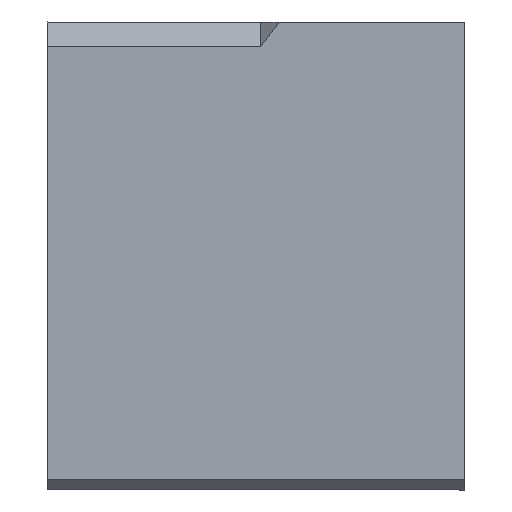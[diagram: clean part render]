
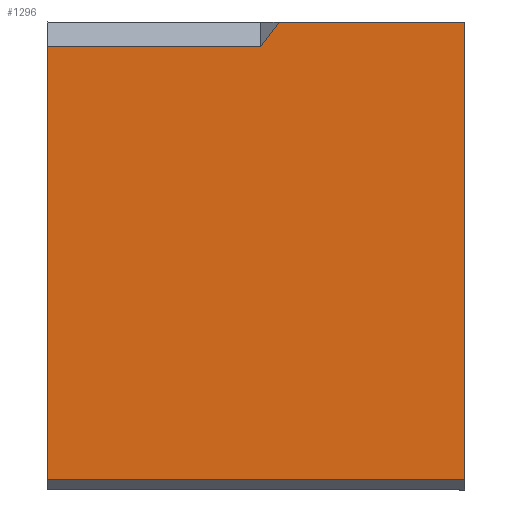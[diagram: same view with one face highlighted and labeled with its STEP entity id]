
A CAD part, left-side view. The second image highlights one B-rep face of the part: STEP entity #1296.
In plain terms, the highlighted planar face has unit normal (-1, 0, 0).
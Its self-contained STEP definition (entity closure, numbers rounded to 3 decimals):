
#139=FACE_OUTER_BOUND('',#222,.T.);
#222=EDGE_LOOP('',(#1046,#1047,#1048,#1049,#1050,#1051));
#330=LINE('',#1994,#470);
#370=LINE('',#2089,#510);
#372=LINE('',#2092,#512);
#373=LINE('',#2102,#513);
#374=LINE('',#2103,#514);
#375=LINE('',#2104,#515);
#470=VECTOR('',#1604,10.);
#510=VECTOR('',#1684,10.);
#512=VECTOR('',#1688,10.);
#513=VECTOR('',#1699,10.);
#514=VECTOR('',#1700,10.);
#515=VECTOR('',#1701,10.);
#608=VERTEX_POINT('',#1992);
#609=VERTEX_POINT('',#1993);
#640=VERTEX_POINT('',#2085);
#641=VERTEX_POINT('',#2087);
#644=VERTEX_POINT('',#2100);
#645=VERTEX_POINT('',#2101);
#745=EDGE_CURVE('',#608,#609,#330,.T.);
#793=EDGE_CURVE('',#640,#641,#370,.T.);
#795=EDGE_CURVE('',#609,#641,#372,.T.);
#798=EDGE_CURVE('',#644,#645,#373,.T.);
#799=EDGE_CURVE('',#644,#640,#374,.T.);
#800=EDGE_CURVE('',#645,#608,#375,.T.);
#1046=ORIENTED_EDGE('',*,*,#798,.F.);
#1047=ORIENTED_EDGE('',*,*,#799,.T.);
#1048=ORIENTED_EDGE('',*,*,#793,.T.);
#1049=ORIENTED_EDGE('',*,*,#795,.F.);
#1050=ORIENTED_EDGE('',*,*,#745,.F.);
#1051=ORIENTED_EDGE('',*,*,#800,.F.);
#1234=PLANE('',#1408);
#1296=ADVANCED_FACE('',(#139),#1234,.F.);
#1408=AXIS2_PLACEMENT_3D('',#2099,#1697,#1698);
#1604=DIRECTION('',(0.,0.,1.));
#1684=DIRECTION('',(0.,0.61,-0.793));
#1688=DIRECTION('',(0.,-1.,0.));
#1697=DIRECTION('center_axis',(1.,0.,0.));
#1698=DIRECTION('ref_axis',(0.,0.,
1.));
#1699=DIRECTION('',(0.,0.,-1.));
#1700=DIRECTION('',(0.,1.,0.));
#1701=DIRECTION('',(0.,1.,0.));
#1992=CARTESIAN_POINT('',(287.2,-50.,-18.4));
#1993=CARTESIAN_POINT('',(287.2,-50.,28.4));
#1994=CARTESIAN_POINT('',(287.2,-50.,-230.325));
#2085=CARTESIAN_POINT('',(287.2,-75.,31.));
#2087=CARTESIAN_POINT('',(287.2,-73.,28.4));
#2089=CARTESIAN_POINT('',(287.2,-73.872,29.533));
#2092=CARTESIAN_POINT('',(287.2,-50.,28.4));
#2099=CARTESIAN_POINT('Origin',(287.2,-50.,-18.4));
#2100=CARTESIAN_POINT('',(287.2,-95.,31.));
#2101=CARTESIAN_POINT('',(287.2,-95.,-18.4));
#2102=CARTESIAN_POINT('',(287.2,-95.,-230.325));
#2103=CARTESIAN_POINT('',(287.2,-95.,31.));
#2104=CARTESIAN_POINT('',(287.2,-56.25,-18.4));
